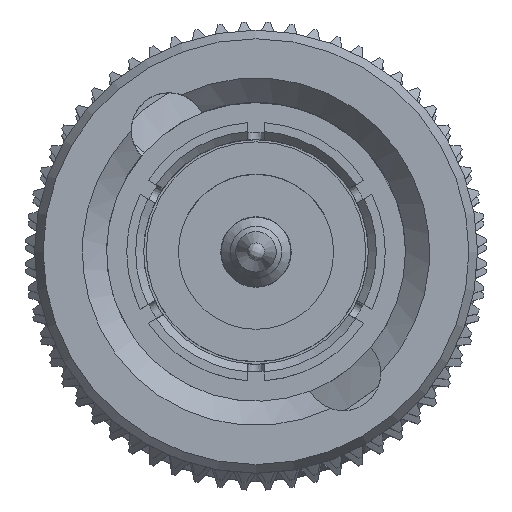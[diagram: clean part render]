
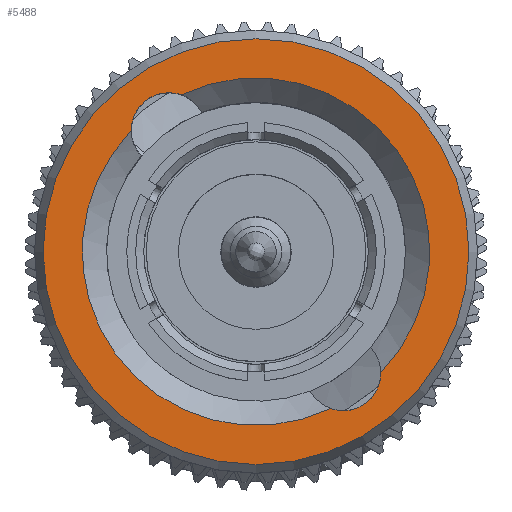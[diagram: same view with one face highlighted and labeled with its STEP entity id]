
A CAD part, top view. The second image highlights one B-rep face of the part: STEP entity #5488.
In plain terms, the highlighted face is planar.
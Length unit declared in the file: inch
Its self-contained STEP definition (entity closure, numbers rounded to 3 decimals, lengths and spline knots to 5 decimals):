
#8 = VERTEX_POINT ( 'NONE', #4276 ) ;
#182 = CARTESIAN_POINT ( 'NONE',  ( 0.33873, -0.14961, 0.15433 ) ) ;
#324 = ORIENTED_EDGE ( 'NONE', *, *, #1289, .T. ) ;
#700 = DIRECTION ( 'NONE',  ( 0., 0., -1. ) ) ;
#730 = EDGE_CURVE ( 'NONE', #8, #8, #11128, .T. ) ;
#963 = CARTESIAN_POINT ( 'NONE',  ( 0.33873, 0., 0. ) ) ;
#981 = VERTEX_POINT ( 'NONE', #182 ) ;
#1119 = FACE_OUTER_BOUND ( 'NONE', #11261, .T. ) ;
#1289 = EDGE_CURVE ( 'NONE', #13109, #981, #8585, .T. ) ;
#1320 = VERTEX_POINT ( 'NONE', #7573 ) ;
#2030 = ORIENTED_EDGE ( 'NONE', *, *, #7257, .T. ) ;
#2153 = CARTESIAN_POINT ( 'NONE',  ( 0.33873, -0.15021, 0.10789 ) ) ;
#2865 = EDGE_CURVE ( 'NONE', #981, #9936, #10707, .T. ) ;
#2879 = AXIS2_PLACEMENT_3D ( 'NONE', #8870, #8794, #13231 ) ;
#3084 = AXIS2_PLACEMENT_3D ( 'NONE', #2153, #4114, #700 ) ;
#3168 = CARTESIAN_POINT ( 'NONE',  ( 0.33873, 0.19403, -0.09247 ) ) ;
#3317 = EDGE_CURVE ( 'NONE', #1320, #13109, #13975, .T. ) ;
#4114 = DIRECTION ( 'NONE',  ( 1., 0., 0. ) ) ;
#4276 = CARTESIAN_POINT ( 'NONE',  ( 0.33873, 0., -0.26339 ) ) ;
#4885 = AXIS2_PLACEMENT_3D ( 'NONE', #963, #6324, #8712 ) ;
#5001 = DIRECTION ( 'NONE',  ( 0., 0., -1. ) ) ;
#5414 = DIRECTION ( 'NONE',  ( 1., 0., 0. ) ) ;
#5488 = ADVANCED_FACE ( 'NONE', ( #1119, #7558 ), #10967, .F. ) ;
#5613 = CARTESIAN_POINT ( 'NONE',  ( 0.33873, 0., 0. ) ) ;
#6241 = ORIENTED_EDGE ( 'NONE', *, *, #2865, .T. ) ;
#6324 = DIRECTION ( 'NONE',  ( 1., 0., 0. ) ) ;
#6486 = CARTESIAN_POINT ( 'NONE',  ( 0.33873, 0., 0. ) ) ;
#7257 = EDGE_CURVE ( 'NONE', #9936, #1320, #10384, .T. ) ;
#7558 = FACE_BOUND ( 'NONE', #8489, .T. ) ;
#7573 = CARTESIAN_POINT ( 'NONE',  ( 0.33873, 0.14961, -0.15433 ) ) ;
#7853 = DIRECTION ( 'NONE',  ( 0., 0., 1. ) ) ;
#7974 = CARTESIAN_POINT ( 'NONE',  ( 0.33873, -0.19403, 0.09247 ) ) ;
#8397 = CARTESIAN_POINT ( 'NONE',  ( 0.33873, 0.15021, -0.10789 ) ) ;
#8489 = EDGE_LOOP ( 'NONE', ( #324, #6241, #2030, #13969 ) ) ;
#8585 = CIRCLE ( 'NONE', #9750, 0.21494 ) ;
#8712 = DIRECTION ( 'NONE',  ( 0., 0., -1. ) ) ;
#8794 = DIRECTION ( 'NONE',  ( 1., 0., 0. ) ) ;
#8870 = CARTESIAN_POINT ( 'NONE',  ( 0.33873, 0., -0.26339 ) ) ;
#9200 = DIRECTION ( 'NONE',  ( 1., 0., 0. ) ) ;
#9557 = AXIS2_PLACEMENT_3D ( 'NONE', #8397, #12833, #5001 ) ;
#9750 = AXIS2_PLACEMENT_3D ( 'NONE', #6486, #5414, #11926 ) ;
#9936 = VERTEX_POINT ( 'NONE', #7974 ) ;
#10384 = CIRCLE ( 'NONE', #12241, 0.21494 ) ;
#10565 = ORIENTED_EDGE ( 'NONE', *, *, #730, .F. ) ;
#10707 = CIRCLE ( 'NONE', #3084, 0.04645 ) ;
#10967 = PLANE ( 'NONE',  #2879 ) ;
#11128 = CIRCLE ( 'NONE', #4885, 0.26339 ) ;
#11261 = EDGE_LOOP ( 'NONE', ( #10565 ) ) ;
#11926 = DIRECTION ( 'NONE',  ( 0., 0., 1. ) ) ;
#12241 = AXIS2_PLACEMENT_3D ( 'NONE', #5613, #9200, #7853 ) ;
#12833 = DIRECTION ( 'NONE',  ( 1., 0., 0. ) ) ;
#13109 = VERTEX_POINT ( 'NONE', #3168 ) ;
#13231 = DIRECTION ( 'NONE',  ( 0., 0., -1. ) ) ;
#13969 = ORIENTED_EDGE ( 'NONE', *, *, #3317, .T. ) ;
#13975 = CIRCLE ( 'NONE', #9557, 0.04645 ) ;
